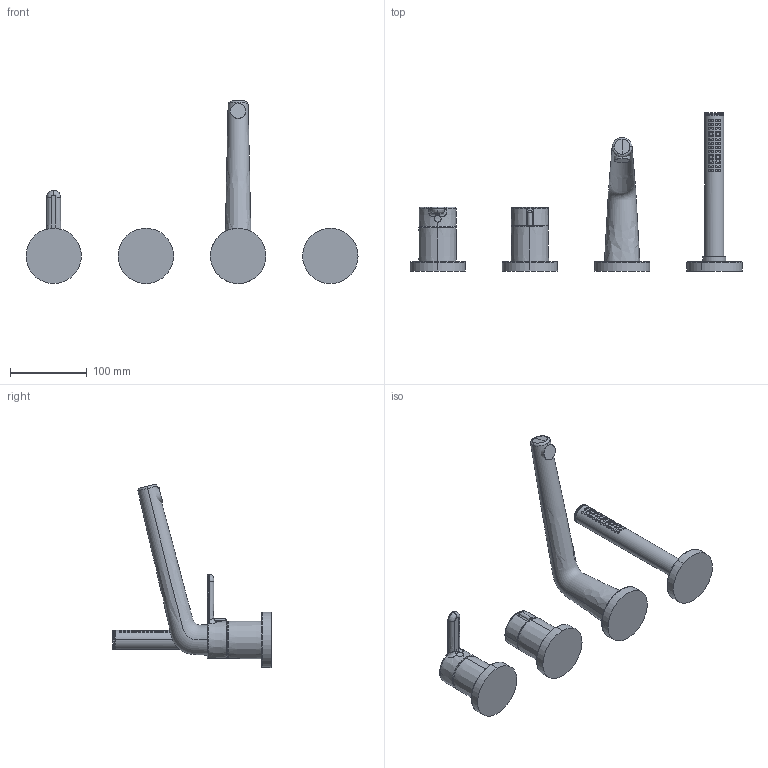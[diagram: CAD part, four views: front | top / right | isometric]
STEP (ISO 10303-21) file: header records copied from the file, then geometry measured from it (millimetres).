
FILE_DESCRIPTION (( 'STEP AP203' ), '1' );
FILE_NAME ('53122063(2024).STEP', '2023-11-08T05:25:26', ( '' ), ( '' ), 'SwSTEP 2.0', 'SolidWorks 2016', '' );
FILE_SCHEMA (( 'CONFIG_CONTROL_DESIGN' ));
Length unit declared in the file: millimetre
Products named in the file (1): 53122063(2024)
Bounding box: 431.99 x 205.85 x 238.39 mm (x, y, z)
Volume: 887712.3 mm3; surface area: 142006.4 mm2
Topology: 13 solids, 13 shells, 194 faces, 400 edges, 289 vertices
Faces by surface type: bspline 121, plane 29, cylinder 25, torus 10, cone 7, sphere 2
Entity records: 19887 total; most frequent: CARTESIAN_POINT 16342, ORIENTED_EDGE 794, DIRECTION 469, EDGE_CURVE 397, VERTEX_POINT 289, EDGE_LOOP 254, AXIS2_PLACEMENT_3D 213, B_SPLINE_CURVE_WITH_KNOTS 197
